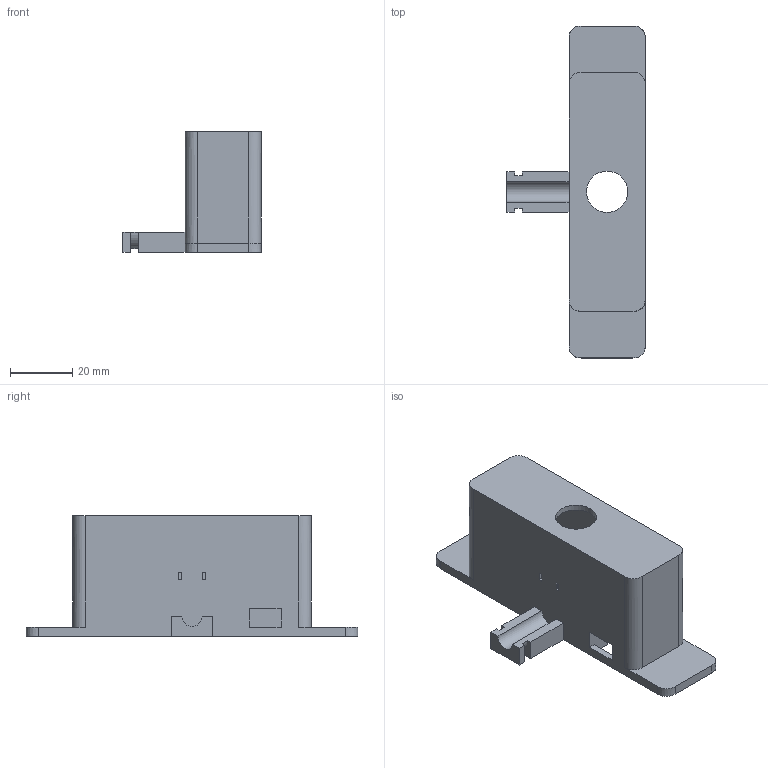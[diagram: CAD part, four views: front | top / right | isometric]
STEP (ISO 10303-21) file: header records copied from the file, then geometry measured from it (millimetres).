
FILE_DESCRIPTION(/* description */ (''),/* implementation_level */ '2;1');
FILE_NAME(/* name */ 'bottom.step',/* time_stamp */ '2024-01-21T15:26:20Z',/* author */ (''),/* organization */ (''),/* preprocessor_version */ 'ST-DEVELOPER v20',/* originating_system */ 'Autodesk Translation Framework v12.14.0.127',/* authorisation */ '');
FILE_SCHEMA (('AUTOMOTIVE_DESIGN { 1 0 10303 214 3 1 1 }'));
Length unit declared in the file: millimetre
Products named in the file (1): bottom
Bounding box: 44.5 x 106.8 x 38.9 mm (x, y, z)
Volume: 23469.6 mm3; surface area: 22517.3 mm2
Topology: 1 solids, 1 shells, 106 faces, 279 edges, 186 vertices
Faces by surface type: plane 83, cylinder 15, bspline 8
Full cylindrical faces by diameter (mm): 3 x8, 4 x4, 13.3 x1
Entity records: 3890 total; most frequent: CARTESIAN_POINT 1220, ORIENTED_EDGE 558, DIRECTION 491, EDGE_CURVE 279, LINE 233, VECTOR 233, VERTEX_POINT 186, EDGE_LOOP 133
